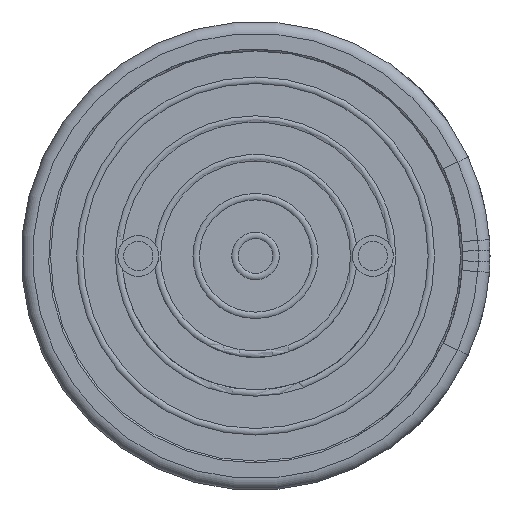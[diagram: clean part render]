
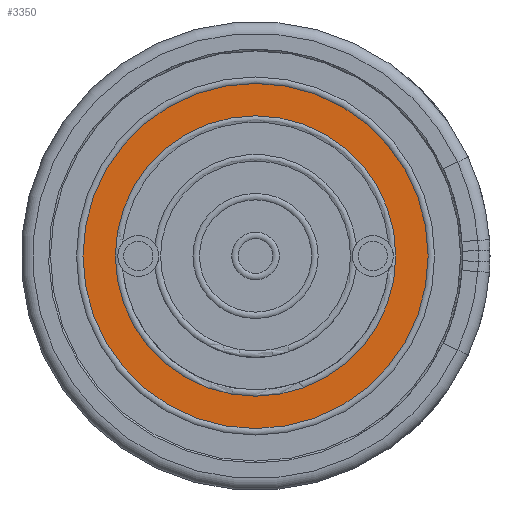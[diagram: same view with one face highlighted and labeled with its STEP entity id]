
A CAD part, front view. The second image highlights one B-rep face of the part: STEP entity #3350.
In plain terms, the highlighted planar face has unit normal (0, -1, 0).
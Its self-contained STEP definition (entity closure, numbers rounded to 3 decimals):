
#40=FACE_BOUND('',#506,.T.);
#241=PLANE('',#3724);
#361=FACE_OUTER_BOUND('',#505,.T.);
#505=EDGE_LOOP('',(#3011,#3012));
#506=EDGE_LOOP('',(#3013,#3014));
#1037=CIRCLE('',#3701,2.945);
#1038=CIRCLE('',#3702,2.945);
#1050=CIRCLE('',#3718,2.393);
#1051=CIRCLE('',#3719,2.393);
#1470=VERTEX_POINT('',#6575);
#1471=VERTEX_POINT('',#6576);
#1482=VERTEX_POINT('',#6607);
#1483=VERTEX_POINT('',#6608);
#1986=EDGE_CURVE('',#1470,#1471,#1037,.T.);
#1987=EDGE_CURVE('',#1471,#1470,#1038,.T.);
#2002=EDGE_CURVE('',#1482,#1483,#1050,.T.);
#2003=EDGE_CURVE('',#1483,#1482,#1051,.T.);
#3011=ORIENTED_EDGE('',*,*,#1986,.T.);
#3012=ORIENTED_EDGE('',*,*,#1987,.T.);
#3013=ORIENTED_EDGE('',*,*,#2002,.T.);
#3014=ORIENTED_EDGE('',*,*,#2003,.T.);
#3350=ADVANCED_FACE('',(#361,#40),#241,.T.);
#3701=AXIS2_PLACEMENT_3D('',#6577,#4515,#4516);
#3702=AXIS2_PLACEMENT_3D('',#6578,#4517,#4518);
#3718=AXIS2_PLACEMENT_3D('',#6609,#4552,#4553);
#3719=AXIS2_PLACEMENT_3D('',#6610,#4554,#4555);
#3724=AXIS2_PLACEMENT_3D('',#6616,#4565,#4566);
#4515=DIRECTION('center_axis',(0.,-1.,0.));
#4516=DIRECTION('ref_axis',(-1.,0.,0.));
#4517=DIRECTION('center_axis',(0.,-1.,0.));
#4518=DIRECTION('ref_axis',(-1.,0.,0.));
#4552=DIRECTION('center_axis',(0.,1.,0.));
#4553=DIRECTION('ref_axis',(-1.,0.,0.));
#4554=DIRECTION('center_axis',(0.,1.,0.));
#4555=DIRECTION('ref_axis',(-1.,0.,0.));
#4565=DIRECTION('center_axis',(0.,-1.,0.));
#4566=DIRECTION('ref_axis',(0.,0.,-1.));
#6575=CARTESIAN_POINT('',(-2.945,0.1,0.));
#6576=CARTESIAN_POINT('',(2.945,0.1,0.));
#6577=CARTESIAN_POINT('Origin',(0.,0.1,0.));
#6578=CARTESIAN_POINT('Origin',(0.,0.1,0.));
#6607=CARTESIAN_POINT('',(-2.393,0.1,0.));
#6608=CARTESIAN_POINT('',(2.393,0.1,0.));
#6609=CARTESIAN_POINT('Origin',(0.,0.1,0.));
#6610=CARTESIAN_POINT('Origin',(0.,0.1,0.));
#6616=CARTESIAN_POINT('Origin',(0.,0.1,0.));
